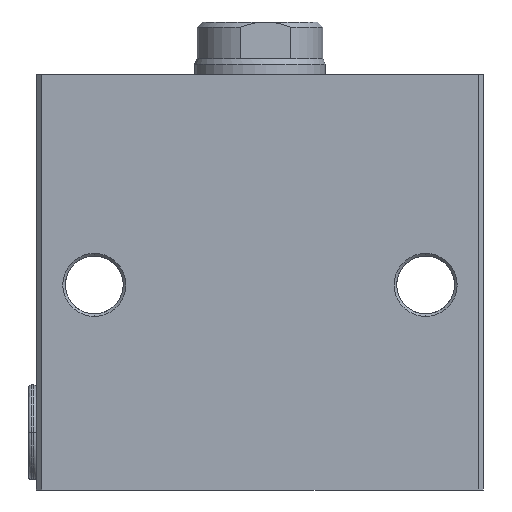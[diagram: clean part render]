
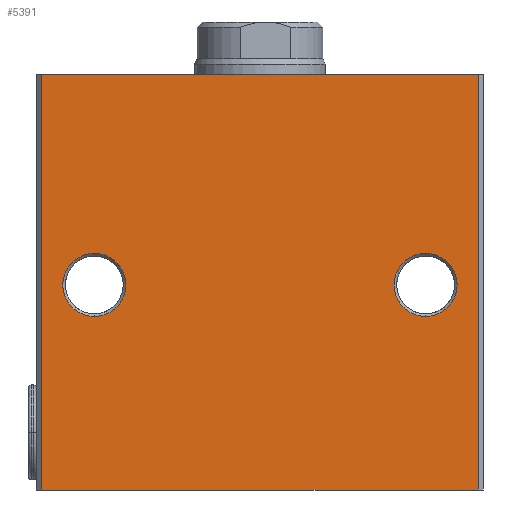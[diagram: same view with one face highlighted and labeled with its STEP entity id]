
A CAD part, front view. The second image highlights one B-rep face of the part: STEP entity #5391.
In plain terms, the highlighted planar face has unit normal (0, -1, 0).
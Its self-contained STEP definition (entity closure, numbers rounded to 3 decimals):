
#31 = CARTESIAN_POINT ( 'NONE',  ( -14393.098, 1837.795, 39. ) ) ;
#34 = CARTESIAN_POINT ( 'NONE',  ( -14393.098, 1837.795, 33. ) ) ;
#163 = AXIS2_PLACEMENT_3D ( 'NONE', #1204, #5127, #1783 ) ;
#240 = EDGE_LOOP ( 'NONE', ( #772, #7266, #7109, #1814 ) ) ;
#283 = CARTESIAN_POINT ( 'NONE',  ( -14464.102, 1837.795, 0. ) ) ;
#368 = DIRECTION ( 'NONE',  ( -1., 0., 0. ) ) ;
#382 = LINE ( 'NONE', #3846, #4888 ) ;
#388 = VERTEX_POINT ( 'NONE', #835 ) ;
#480 = FACE_BOUND ( 'NONE', #3625, .T. ) ;
#505 = AXIS2_PLACEMENT_3D ( 'NONE', #2402, #4100, #722 ) ;
#614 = DIRECTION ( 'NONE',  ( -1., 0., 0. ) ) ;
#722 = DIRECTION ( 'NONE',  ( -1., 0., 0. ) ) ;
#772 = ORIENTED_EDGE ( 'NONE', *, *, #3689, .T. ) ;
#791 = CARTESIAN_POINT ( 'NONE',  ( -14456.098, 1837.795, 45. ) ) ;
#829 = CARTESIAN_POINT ( 'NONE',  ( -14466.102, 1837.795, 0. ) ) ;
#835 = CARTESIAN_POINT ( 'NONE',  ( -14466.102, 1837.795, 79. ) ) ;
#851 = FACE_OUTER_BOUND ( 'NONE', #240, .T. ) ;
#868 = DIRECTION ( 'NONE',  ( 1., 0., 0. ) ) ;
#923 = ORIENTED_EDGE ( 'NONE', *, *, #4706, .T. ) ;
#1204 = CARTESIAN_POINT ( 'NONE',  ( -14456.098, 1837.795, 39. ) ) ;
#1493 = CIRCLE ( 'NONE', #7200, 6. ) ;
#1547 = VERTEX_POINT ( 'NONE', #829 ) ;
#1574 = LINE ( 'NONE', #283, #5877 ) ;
#1631 = VERTEX_POINT ( 'NONE', #3859 ) ;
#1708 = EDGE_CURVE ( 'NONE', #1631, #2077, #2142, .T. ) ;
#1783 = DIRECTION ( 'NONE',  ( -1., 0., 0. ) ) ;
#1814 = ORIENTED_EDGE ( 'NONE', *, *, #3687, .T. ) ;
#1818 = CARTESIAN_POINT ( 'NONE',  ( -14393.098, 1837.795, 39. ) ) ;
#1845 = PLANE ( 'NONE',  #505 ) ;
#1989 = FACE_BOUND ( 'NONE', #2206, .T. ) ;
#2077 = VERTEX_POINT ( 'NONE', #34 ) ;
#2142 = CIRCLE ( 'NONE', #3863, 6. ) ;
#2206 = EDGE_LOOP ( 'NONE', ( #5620, #6567 ) ) ;
#2336 = VECTOR ( 'NONE', #4091, 1000. ) ;
#2382 = DIRECTION ( 'NONE',  ( -1., 0., 0. ) ) ;
#2402 = CARTESIAN_POINT ( 'NONE',  ( -14464.102, 1837.795, 79. ) ) ;
#2583 = CARTESIAN_POINT ( 'NONE',  ( -14456.098, 1837.795, 33. ) ) ;
#2691 = EDGE_CURVE ( 'NONE', #4188, #5004, #5802, .T. ) ;
#2903 = VECTOR ( 'NONE', #4249, 1000. ) ;
#3039 = CARTESIAN_POINT ( 'NONE',  ( -14383.102, 1837.795, 79. ) ) ;
#3301 = EDGE_CURVE ( 'NONE', #2077, #1631, #1493, .T. ) ;
#3340 = AXIS2_PLACEMENT_3D ( 'NONE', #7141, #3767, #368 ) ;
#3625 = EDGE_LOOP ( 'NONE', ( #923, #4973 ) ) ;
#3687 = EDGE_CURVE ( 'NONE', #388, #1547, #4396, .T. ) ;
#3689 = EDGE_CURVE ( 'NONE', #1547, #5974, #1574, .T. ) ;
#3767 = DIRECTION ( 'NONE',  ( 0., 1., 0. ) ) ;
#3837 = LINE ( 'NONE', #4046, #2336 ) ;
#3846 = CARTESIAN_POINT ( 'NONE',  ( -14383.102, 1837.795, 79. ) ) ;
#3859 = CARTESIAN_POINT ( 'NONE',  ( -14393.098, 1837.795, 45. ) ) ;
#3863 = AXIS2_PLACEMENT_3D ( 'NONE', #1818, #5727, #2382 ) ;
#3997 = DIRECTION ( 'NONE',  ( 0., 1., 0. ) ) ;
#4046 = CARTESIAN_POINT ( 'NONE',  ( -14464.102, 1837.795, 79. ) ) ;
#4091 = DIRECTION ( 'NONE',  ( 1., 0., 0. ) ) ;
#4100 = DIRECTION ( 'NONE',  ( 0., 1., 0. ) ) ;
#4188 = VERTEX_POINT ( 'NONE', #791 ) ;
#4249 = DIRECTION ( 'NONE',  ( 0., 0., -1. ) ) ;
#4396 = LINE ( 'NONE', #5873, #2903 ) ;
#4706 = EDGE_CURVE ( 'NONE', #5004, #4188, #6499, .T. ) ;
#4888 = VECTOR ( 'NONE', #7220, 1000. ) ;
#4973 = ORIENTED_EDGE ( 'NONE', *, *, #2691, .T. ) ;
#5004 = VERTEX_POINT ( 'NONE', #2583 ) ;
#5127 = DIRECTION ( 'NONE',  ( 0., 1., 0. ) ) ;
#5391 = ADVANCED_FACE ( 'NONE', ( #1989, #480, #851 ), #1845, .F. ) ;
#5620 = ORIENTED_EDGE ( 'NONE', *, *, #3301, .T. ) ;
#5727 = DIRECTION ( 'NONE',  ( 0., 1., 0. ) ) ;
#5753 = EDGE_CURVE ( 'NONE', #5974, #6131, #382, .T. ) ;
#5802 = CIRCLE ( 'NONE', #3340, 6. ) ;
#5873 = CARTESIAN_POINT ( 'NONE',  ( -14466.102, 1837.795, 79. ) ) ;
#5877 = VECTOR ( 'NONE', #868, 1000. ) ;
#5974 = VERTEX_POINT ( 'NONE', #6294 ) ;
#6003 = EDGE_CURVE ( 'NONE', #388, #6131, #3837, .T. ) ;
#6131 = VERTEX_POINT ( 'NONE', #3039 ) ;
#6294 = CARTESIAN_POINT ( 'NONE',  ( -14383.102, 1837.795, 0. ) ) ;
#6499 = CIRCLE ( 'NONE', #163, 6. ) ;
#6567 = ORIENTED_EDGE ( 'NONE', *, *, #1708, .T. ) ;
#7109 = ORIENTED_EDGE ( 'NONE', *, *, #6003, .F. ) ;
#7141 = CARTESIAN_POINT ( 'NONE',  ( -14456.098, 1837.795, 39. ) ) ;
#7200 = AXIS2_PLACEMENT_3D ( 'NONE', #31, #3997, #614 ) ;
#7220 = DIRECTION ( 'NONE',  ( 0., 0., 1. ) ) ;
#7266 = ORIENTED_EDGE ( 'NONE', *, *, #5753, .T. ) ;
